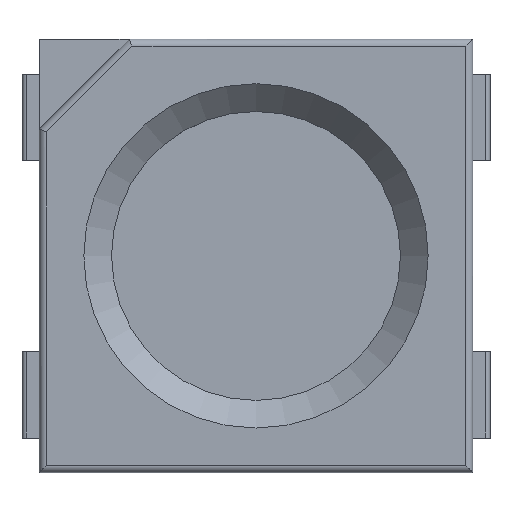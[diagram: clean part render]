
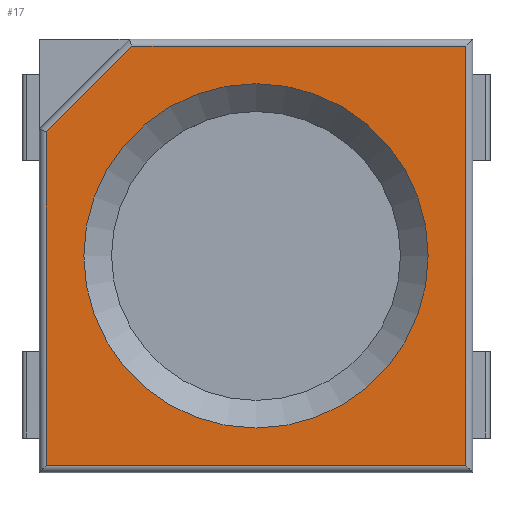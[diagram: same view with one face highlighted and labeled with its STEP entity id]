
A CAD part, top view. The second image highlights one B-rep face of the part: STEP entity #17.
In plain terms, the highlighted planar face has unit normal (0, 0, 1).
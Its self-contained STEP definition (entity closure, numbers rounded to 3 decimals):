
#13=DIRECTION('',(0.,0.,1.));
#17=ADVANCED_FACE('',(#18,#29),#70,.T.);
#18=FACE_BOUND('',#19,.T.);
#19=EDGE_LOOP('',(#20));
#20=ORIENTED_EDGE('',*,*,#21,.T.);
#21=EDGE_CURVE('',#22,#22,#24,.T.);
#22=VERTEX_POINT('',#23);
#23=CARTESIAN_POINT('',(1.987,0.,1.7));
#24=CIRCLE('',#25,1.987);
#25=AXIS2_PLACEMENT_3D('',#26,#27,#28);
#26=CARTESIAN_POINT('',(0.,0.,1.7));
#27=DIRECTION('',(0.,0.,-1.));
#28=DIRECTION('',(1.,0.,0.));
#29=FACE_BOUND('',#30,.T.);
#30=EDGE_LOOP('',(#31,#40,#48,#56,#64));
#31=ORIENTED_EDGE('',*,*,#32,.T.);
#32=EDGE_CURVE('',#33,#35,#37,.T.);
#33=VERTEX_POINT('',#34);
#34=CARTESIAN_POINT('',(-2.42,-2.42,1.7));
#35=VERTEX_POINT('',#36);
#36=CARTESIAN_POINT('',(2.42,-2.42,1.7));
#37=LINE('',#38,#39);
#38=CARTESIAN_POINT('',(-2.5,-2.42,1.7));
#39=VECTOR('',#28,1.);
#40=ORIENTED_EDGE('',*,*,#41,.T.);
#41=EDGE_CURVE('',#35,#42,#44,.T.);
#42=VERTEX_POINT('',#43);
#43=CARTESIAN_POINT('',(2.42,2.42,1.7));
#44=LINE('',#45,#46);
#45=CARTESIAN_POINT('',(2.42,-2.5,1.7));
#46=VECTOR('',#47,1.);
#47=DIRECTION('',(0.,1.,0.));
#48=ORIENTED_EDGE('',*,*,#49,.T.);
#49=EDGE_CURVE('',#42,#50,#52,.T.);
#50=VERTEX_POINT('',#51);
#51=CARTESIAN_POINT('',(-1.431,2.42,1.7));
#52=LINE('',#53,#54);
#53=CARTESIAN_POINT('',(2.5,2.42,1.7));
#54=VECTOR('',#55,1.);
#55=DIRECTION('',(-1.,0.,0.));
#56=ORIENTED_EDGE('',*,*,#57,.T.);
#57=EDGE_CURVE('',#50,#58,#60,.T.);
#58=VERTEX_POINT('',#59);
#59=CARTESIAN_POINT('',(-2.42,1.431,1.7));
#60=LINE('',#61,#62);
#61=CARTESIAN_POINT('',(-1.408,2.443,1.7));
#62=VECTOR('',#63,1.);
#63=DIRECTION('',(-0.707,-0.707,0.));
#64=ORIENTED_EDGE('',*,*,#65,.T.);
#65=EDGE_CURVE('',#58,#33,#66,.T.);
#66=LINE('',#67,#68);
#67=CARTESIAN_POINT('',(-2.42,1.464,1.7));
#68=VECTOR('',#69,1.);
#69=DIRECTION('',(0.,-1.,0.));
#70=PLANE('',#71);
#71=AXIS2_PLACEMENT_3D('',#26,#13,#28);
